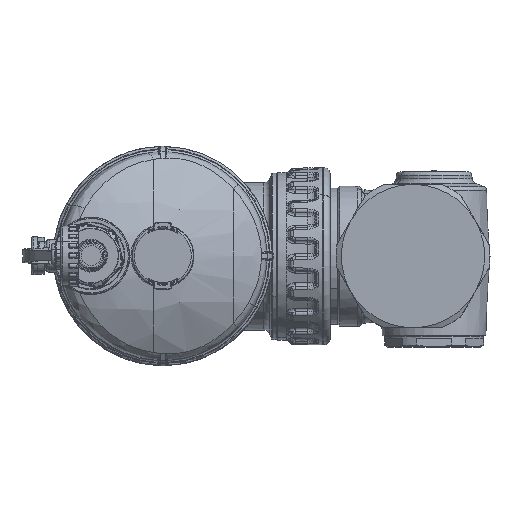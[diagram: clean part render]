
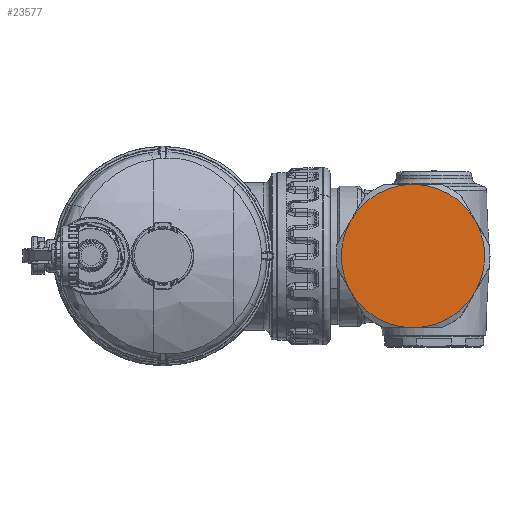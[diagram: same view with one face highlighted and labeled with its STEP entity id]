
A CAD part, top view. The second image highlights one B-rep face of the part: STEP entity #23577.
In plain terms, the highlighted planar face has unit normal (0, 0, 1).
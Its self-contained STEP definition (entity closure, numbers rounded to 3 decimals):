
#23506=CARTESIAN_POINT('Axis2P3D Location',(152.6,0.,70.)) ;
#23511=CARTESIAN_POINT('Axis2P3D Location',(118.6,0.,70.)) ;
#23515=CARTESIAN_POINT('Vertex',(89.155,17.,70.)) ;
#23517=CARTESIAN_POINT('Vertex',(88.762,-16.3,70.)) ;
#23520=CARTESIAN_POINT('Axis2P3D Location',(118.6,0.,70.)) ;
#23524=CARTESIAN_POINT('Vertex',(89.155,-17.,70.)) ;
#23527=CARTESIAN_POINT('Axis2P3D Location',(118.6,0.,70.)) ;
#23531=CARTESIAN_POINT('Vertex',(118.6,-34.,70.)) ;
#23534=CARTESIAN_POINT('Axis2P3D Location',(118.6,0.,70.)) ;
#23538=CARTESIAN_POINT('Vertex',(148.045,-17.,70.)) ;
#23541=CARTESIAN_POINT('Axis2P3D Location',(118.6,0.,70.)) ;
#23545=CARTESIAN_POINT('Vertex',(148.438,16.3,70.)) ;
#23548=CARTESIAN_POINT('Axis2P3D Location',(118.6,0.,70.)) ;
#23552=CARTESIAN_POINT('Vertex',(148.045,17.,70.)) ;
#23555=CARTESIAN_POINT('Axis2P3D Location',(118.6,0.,70.)) ;
#23559=CARTESIAN_POINT('Vertex',(118.6,34.,70.)) ;
#23562=CARTESIAN_POINT('Axis2P3D Location',(118.6,0.,70.)) ;
#23507=DIRECTION('Axis2P3D Direction',(0.,0.,1.)) ;
#23508=DIRECTION('Axis2P3D XDirection',(1.,0.,0.)) ;
#23512=DIRECTION('Axis2P3D Direction',(0.,0.,1.)) ;
#23521=DIRECTION('Axis2P3D Direction',(0.,0.,1.)) ;
#23528=DIRECTION('Axis2P3D Direction',(0.,0.,1.)) ;
#23535=DIRECTION('Axis2P3D Direction',(0.,0.,1.)) ;
#23542=DIRECTION('Axis2P3D Direction',(0.,0.,1.)) ;
#23549=DIRECTION('Axis2P3D Direction',(0.,0.,1.)) ;
#23556=DIRECTION('Axis2P3D Direction',(0.,0.,1.)) ;
#23563=DIRECTION('Axis2P3D Direction',(0.,0.,1.)) ;
#23509=AXIS2_PLACEMENT_3D('Plane Axis2P3D',#23506,#23507,#23508) ;
#23513=AXIS2_PLACEMENT_3D('Circle Axis2P3D',#23511,#23512,$) ;
#23522=AXIS2_PLACEMENT_3D('Circle Axis2P3D',#23520,#23521,$) ;
#23529=AXIS2_PLACEMENT_3D('Circle Axis2P3D',#23527,#23528,$) ;
#23536=AXIS2_PLACEMENT_3D('Circle Axis2P3D',#23534,#23535,$) ;
#23543=AXIS2_PLACEMENT_3D('Circle Axis2P3D',#23541,#23542,$) ;
#23550=AXIS2_PLACEMENT_3D('Circle Axis2P3D',#23548,#23549,$) ;
#23557=AXIS2_PLACEMENT_3D('Circle Axis2P3D',#23555,#23556,$) ;
#23564=AXIS2_PLACEMENT_3D('Circle Axis2P3D',#23562,#23563,$) ;
#23514=CIRCLE('generated circle',#23513,34.) ;
#23523=CIRCLE('generated circle',#23522,34.) ;
#23530=CIRCLE('generated circle',#23529,34.) ;
#23537=CIRCLE('generated circle',#23536,34.) ;
#23544=CIRCLE('generated circle',#23543,34.) ;
#23551=CIRCLE('generated circle',#23550,34.) ;
#23558=CIRCLE('generated circle',#23557,34.) ;
#23565=CIRCLE('generated circle',#23564,34.) ;
#23510=PLANE('',#23509) ;
#23519=EDGE_CURVE('',#23516,#23518,#23514,.T.) ;
#23526=EDGE_CURVE('',#23518,#23525,#23523,.T.) ;
#23533=EDGE_CURVE('',#23525,#23532,#23530,.T.) ;
#23540=EDGE_CURVE('',#23532,#23539,#23537,.T.) ;
#23547=EDGE_CURVE('',#23539,#23546,#23544,.T.) ;
#23554=EDGE_CURVE('',#23546,#23553,#23551,.T.) ;
#23561=EDGE_CURVE('',#23553,#23560,#23558,.T.) ;
#23566=EDGE_CURVE('',#23560,#23516,#23565,.T.) ;
#23568=ORIENTED_EDGE('',*,*,#23519,.T.) ;
#23569=ORIENTED_EDGE('',*,*,#23526,.T.) ;
#23570=ORIENTED_EDGE('',*,*,#23533,.T.) ;
#23571=ORIENTED_EDGE('',*,*,#23540,.T.) ;
#23572=ORIENTED_EDGE('',*,*,#23547,.T.) ;
#23573=ORIENTED_EDGE('',*,*,#23554,.T.) ;
#23574=ORIENTED_EDGE('',*,*,#23561,.T.) ;
#23575=ORIENTED_EDGE('',*,*,#23566,.T.) ;
#23567=EDGE_LOOP('',(#23568,#23569,#23570,#23571,#23572,#23573,#23574,#23575)) ;
#23516=VERTEX_POINT('',#23515) ;
#23518=VERTEX_POINT('',#23517) ;
#23525=VERTEX_POINT('',#23524) ;
#23532=VERTEX_POINT('',#23531) ;
#23539=VERTEX_POINT('',#23538) ;
#23546=VERTEX_POINT('',#23545) ;
#23553=VERTEX_POINT('',#23552) ;
#23560=VERTEX_POINT('',#23559) ;
#23577=ADVANCED_FACE('Body.59',(#23576),#23510,.T.) ;
#23576=FACE_OUTER_BOUND('',#23567,.T.) ;
